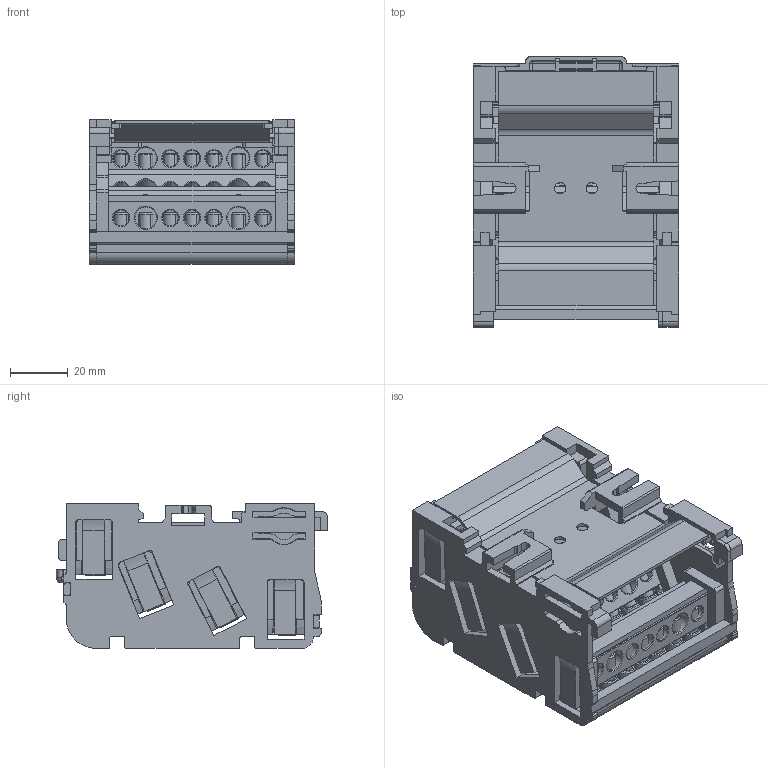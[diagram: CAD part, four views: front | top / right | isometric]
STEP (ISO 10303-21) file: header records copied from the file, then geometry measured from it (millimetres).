
FILE_DESCRIPTION (( 'STEP AP214' ), '1' );
FILE_NAME ('ÊÌ 4õ7.STEP', '2023-11-22T07:30:26', ( '' ), ( '' ), 'SwSTEP 2.0', 'SolidWorks 2022', '' );
FILE_SCHEMA (( 'AUTOMOTIVE_DESIGN' ));
Length unit declared in the file: millimetre
Products named in the file (10): КМ4 защелка_зерк_уклоны; КМ 4х7; КМ Шина 7отв 6.5х12_M1; KM Винт М5х10; КМ 4 крышка задняя 7 M1; КМ держатель 7 отв 6.5х12_M1; КМ4 защелка; КМ4х15 Стенка_зерк; КМ 4 крышка передняя 7 M1; КМ4х15 Стенка
Assembly tree (42 placements, depth 2):
  КМ 4х7
    КМ4х15 Стенка
    КМ4х15 Стенка_зерк
    КМ 4 крышка передняя 7 M1
    КМ 4 крышка задняя 7 M1
    КМ4 защелка
    КМ4 защелка_зерк_уклоны
    КМ Шина 7отв 6.5х12_M1  x4
    КМ держатель 7 отв 6.5х12_M1  x4
    KM Винт М5х10  x28
Bounding box: 71 x 93.8 x 50 mm (x, y, z)
Volume: 67275.9 mm3; surface area: 95670.9 mm2
Topology: 41 solids, 45 shells, 2419 faces, 6794 edges, 4442 vertices
Faces by surface type: plane 1500, cylinder 563, cone 238, torus 113, bspline 3, sphere 2
Entity records: 39517 total; most frequent: CARTESIAN_POINT 7463, ORIENTED_EDGE 6694, DIRECTION 6390, EDGE_CURVE 3355, VECTOR 2548, LINE 2548, VERTEX_POINT 2204, AXIS2_PLACEMENT_3D 1921
